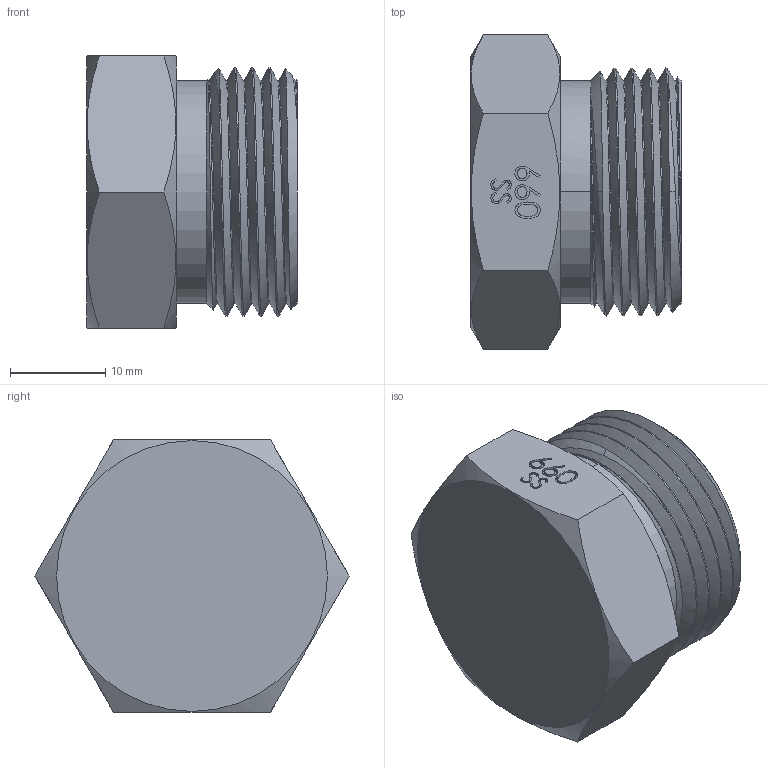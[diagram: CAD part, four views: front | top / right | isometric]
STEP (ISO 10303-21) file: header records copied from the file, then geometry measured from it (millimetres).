
FILE_DESCRIPTION (( 'STEP AP203' ), '1' );
FILE_NAME ('AD-660MSS-BL.STEP', '2025-08-07T13:42:10', ( '' ), ( '' ), 'SwSTEP 2.0', 'SolidWorks 2018', '' );
FILE_SCHEMA (( 'CONFIG_CONTROL_DESIGN' ));
Length unit declared in the file: inch
Products named in the file (1): AD-660MSS-BL
Bounding box: 22.1 x 33 x 28.57 mm (x, y, z)
Volume: 11273.2 mm3; surface area: 4193.9 mm2
Topology: 1 solids, 1 shells, 118 faces, 309 edges, 202 vertices
Faces by surface type: bspline 60, plane 28, cone 18, cylinder 12
Entity records: 10475 total; most frequent: CARTESIAN_POINT 7979, ORIENTED_EDGE 614, EDGE_CURVE 307, DIRECTION 286, VERTEX_POINT 202, B_SPLINE_CURVE_WITH_KNOTS 163, EDGE_LOOP 129, LINE 120
